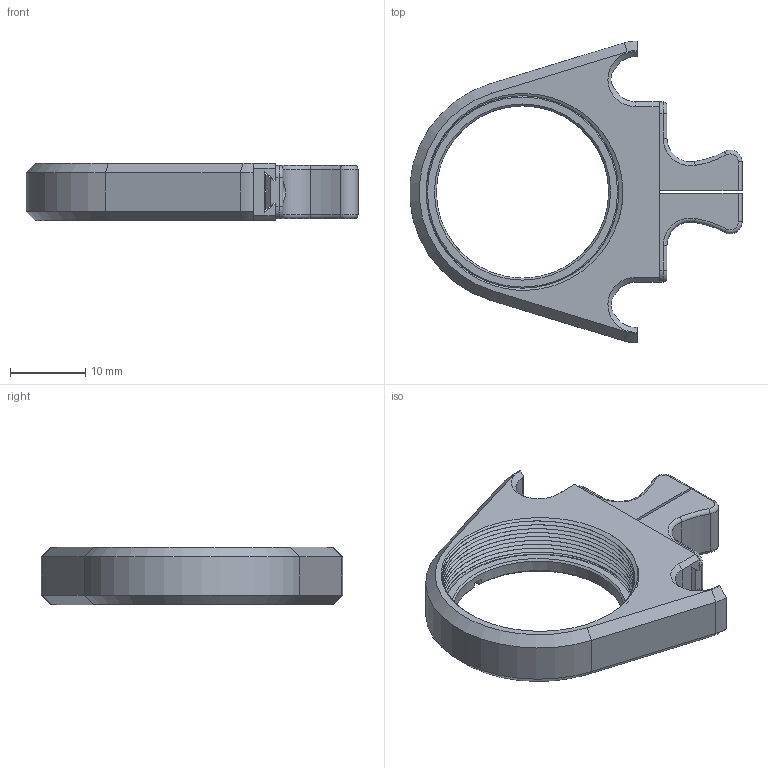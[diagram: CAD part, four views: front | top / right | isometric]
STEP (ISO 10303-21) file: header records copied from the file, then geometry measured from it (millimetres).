
FILE_DESCRIPTION(/* description */ (''),/* implementation_level */ '2;1');
FILE_NAME(/* name */ 'QRC1A-Step.step',/* time_stamp */ '2024-06-17T21:37:57-04:00',/* author */ (''),/* organization */ (''),/* preprocessor_version */ 'ST-DEVELOPER v20',/* originating_system */ 'Autodesk Translation Framework v12.20.1.177',/* authorisation */ '');
FILE_SCHEMA (('AUTOMOTIVE_DESIGN { 1 0 10303 214 3 1 1 }'));
Length unit declared in the file: inch
Products named in the file (1): QRC1A-Step
Bounding box: 44.14 x 40.09 x 7.62 mm (x, y, z)
Volume: 3794.3 mm3; surface area: 4756.4 mm2
Topology: 4 solids, 4 shells, 173 faces, 446 edges, 284 vertices
Faces by surface type: plane 81, cylinder 54, cone 20, torus 16, bspline 2
Full cylindrical faces by diameter (mm): 2.845 x2, 3.175 x4, 22.911 x1, 25.603 x11, 26.162 x1
Entity records: 7321 total; most frequent: CARTESIAN_POINT 2889, ORIENTED_EDGE 892, DIRECTION 866, EDGE_CURVE 446, AXIS2_PLACEMENT_3D 306, VERTEX_POINT 284, LINE 254, VECTOR 254
